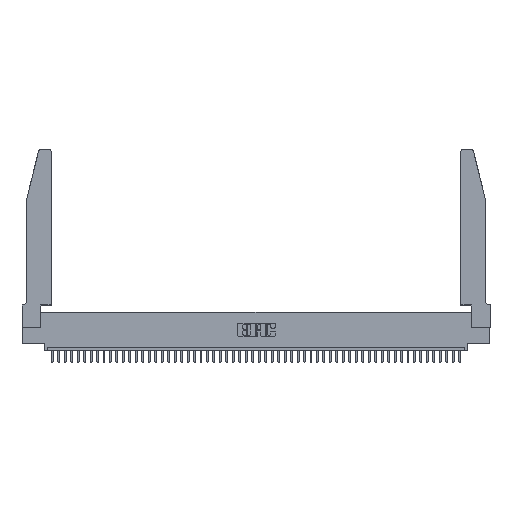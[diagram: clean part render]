
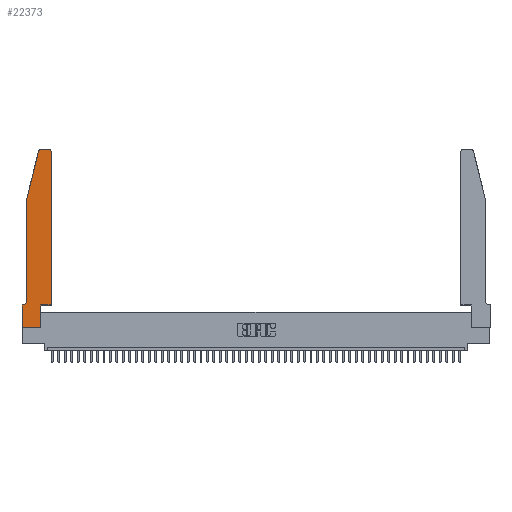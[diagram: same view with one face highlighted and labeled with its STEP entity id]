
A CAD part, top view. The second image highlights one B-rep face of the part: STEP entity #22373.
In plain terms, the highlighted planar face has unit normal (0, 0, 1).
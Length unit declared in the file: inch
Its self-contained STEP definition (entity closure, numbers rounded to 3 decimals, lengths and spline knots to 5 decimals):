
#1577 = CARTESIAN_POINT ( 'NONE',  ( 0.4505, 2.72, 0.37 ) ) ;
#3604 = DIRECTION ( 'NONE',  ( 0., -1., 0. ) ) ;
#3973 = VECTOR ( 'NONE', #3604, 39.37008 ) ;
#4302 = VERTEX_POINT ( 'NONE', #35013 ) ;
#4778 = VECTOR ( 'NONE', #21980, 39.37008 ) ;
#5277 = ORIENTED_EDGE ( 'NONE', *, *, #43728, .T. ) ;
#5671 = DIRECTION ( 'NONE',  ( 0., 0., 1. ) ) ;
#6141 = ORIENTED_EDGE ( 'NONE', *, *, #38529, .T. ) ;
#6390 = CARTESIAN_POINT ( 'NONE',  ( 0.2605, 2.75, 0.37 ) ) ;
#6465 = CARTESIAN_POINT ( 'NONE',  ( 0., 0.35, 0.37 ) ) ;
#6541 = LINE ( 'NONE', #46615, #15114 ) ;
#7077 = DIRECTION ( 'NONE',  ( 1., 0., 0. ) ) ;
#7965 = AXIS2_PLACEMENT_3D ( 'NONE', #6465, #49208, #10907 ) ;
#9404 = VERTEX_POINT ( 'NONE', #23951 ) ;
#9924 = CARTESIAN_POINT ( 'NONE',  ( 0.25487, 2.72718, 0.37 ) ) ;
#10017 = ORIENTED_EDGE ( 'NONE', *, *, #27972, .T. ) ;
#10656 = EDGE_CURVE ( 'NONE', #33835, #9404, #46458, .T. ) ;
#10826 = CIRCLE ( 'NONE', #40428, 0.03 ) ;
#10907 = DIRECTION ( 'NONE',  ( 1., 0., 0. ) ) ;
#12177 = CARTESIAN_POINT ( 'NONE',  ( 0., 0., 0.37 ) ) ;
#12188 = VERTEX_POINT ( 'NONE', #12177 ) ;
#12942 = CARTESIAN_POINT ( 'NONE',  ( 0.4205, 2.75, 0.37 ) ) ;
#13051 = VERTEX_POINT ( 'NONE', #41147 ) ;
#13494 = DIRECTION ( 'NONE',  ( 1., 0., 0. ) ) ;
#14125 = PLANE ( 'NONE',  #7965 ) ;
#15114 = VECTOR ( 'NONE', #31145, 39.37008 ) ;
#15405 = VERTEX_POINT ( 'NONE', #30629 ) ;
#15672 = EDGE_CURVE ( 'NONE', #30788, #33835, #28237, .T. ) ;
#16125 = CARTESIAN_POINT ( 'NONE',  ( 0., 0., 0.37 ) ) ;
#16274 = ORIENTED_EDGE ( 'NONE', *, *, #21571, .T. ) ;
#16447 = AXIS2_PLACEMENT_3D ( 'NONE', #47055, #29656, #39485 ) ;
#17190 = VERTEX_POINT ( 'NONE', #36312 ) ;
#17217 = ORIENTED_EDGE ( 'NONE', *, *, #10656, .T. ) ;
#17221 = ORIENTED_EDGE ( 'NONE', *, *, #15672, .T. ) ;
#18803 = CARTESIAN_POINT ( 'NONE',  ( 0.4505, 0.35, 0.37 ) ) ;
#18831 = EDGE_CURVE ( 'NONE', #12188, #17190, #50062, .T. ) ;
#19416 = EDGE_LOOP ( 'NONE', ( #20462, #16274, #17221, #17217, #29734, #10017, #25772, #41297, #43107, #31281, #5277, #6141 ) ) ;
#20462 = ORIENTED_EDGE ( 'NONE', *, *, #26344, .T. ) ;
#20665 = VERTEX_POINT ( 'NONE', #48013 ) ;
#21571 = EDGE_CURVE ( 'NONE', #20665, #30788, #36982, .T. ) ;
#21980 = DIRECTION ( 'NONE',  ( -1., 0., 0. ) ) ;
#22373 = ADVANCED_FACE ( 'NONE', ( #29479 ), #14125, .T. ) ;
#22702 = EDGE_CURVE ( 'NONE', #23030, #13051, #36084, .T. ) ;
#22804 = DIRECTION ( 'NONE',  ( 0., 0., 1. ) ) ;
#22949 = CARTESIAN_POINT ( 'NONE',  ( 0.0755, 2., 0.37 ) ) ;
#23030 = VERTEX_POINT ( 'NONE', #24244 ) ;
#23324 = CARTESIAN_POINT ( 'NONE',  ( 0.4505, 0.35, 0.37 ) ) ;
#23869 = LINE ( 'NONE', #18803, #47503 ) ;
#23951 = CARTESIAN_POINT ( 'NONE',  ( 0.0755, 0.42, 0.37 ) ) ;
#24244 = CARTESIAN_POINT ( 'NONE',  ( 0.2865, 0.35, 0.37 ) ) ;
#24250 = CIRCLE ( 'NONE', #16447, 0.07 ) ;
#24625 = VECTOR ( 'NONE', #39846, 39.37008 ) ;
#24649 = CARTESIAN_POINT ( 'NONE',  ( 0.0755, 2., 0.37 ) ) ;
#24710 = VERTEX_POINT ( 'NONE', #1577 ) ;
#25772 = ORIENTED_EDGE ( 'NONE', *, *, #33062, .T. ) ;
#26020 = EDGE_CURVE ( 'NONE', #9404, #4302, #24250, .T. ) ;
#26344 = EDGE_CURVE ( 'NONE', #27591, #20665, #33906, .T. ) ;
#26521 = DIRECTION ( 'NONE',  ( 1., 0., 0. ) ) ;
#27096 = VECTOR ( 'NONE', #39216, 39.37008 ) ;
#27591 = VERTEX_POINT ( 'NONE', #12942 ) ;
#27972 = EDGE_CURVE ( 'NONE', #4302, #15405, #6541, .T. ) ;
#28237 = LINE ( 'NONE', #31092, #24625 ) ;
#29479 = FACE_OUTER_BOUND ( 'NONE', #19416, .T. ) ;
#29656 = DIRECTION ( 'NONE',  ( 0., 0., -1. ) ) ;
#29734 = ORIENTED_EDGE ( 'NONE', *, *, #26020, .T. ) ;
#30629 = CARTESIAN_POINT ( 'NONE',  ( 0., 0.35, 0.37 ) ) ;
#30788 = VERTEX_POINT ( 'NONE', #9924 ) ;
#31092 = CARTESIAN_POINT ( 'NONE',  ( 0.0755, 2., 0.37 ) ) ;
#31145 = DIRECTION ( 'NONE',  ( -1., 0., 0. ) ) ;
#31281 = ORIENTED_EDGE ( 'NONE', *, *, #22702, .T. ) ;
#31556 = AXIS2_PLACEMENT_3D ( 'NONE', #48383, #5671, #7077 ) ;
#32947 = VECTOR ( 'NONE', #13494, 39.37008 ) ;
#33062 = EDGE_CURVE ( 'NONE', #15405, #12188, #35065, .T. ) ;
#33835 = VERTEX_POINT ( 'NONE', #24649 ) ;
#33906 = LINE ( 'NONE', #6390, #4778 ) ;
#35013 = CARTESIAN_POINT ( 'NONE',  ( 0.0055, 0.35, 0.37 ) ) ;
#35065 = LINE ( 'NONE', #16125, #45461 ) ;
#35219 = CARTESIAN_POINT ( 'NONE',  ( 0.2865, 0.35, 0.37 ) ) ;
#35489 = DIRECTION ( 'NONE',  ( 0., -1., 0. ) ) ;
#36084 = LINE ( 'NONE', #23324, #27096 ) ;
#36312 = CARTESIAN_POINT ( 'NONE',  ( 0.2865, 0., 0.37 ) ) ;
#36810 = EDGE_CURVE ( 'NONE', #17190, #23030, #43042, .T. ) ;
#36982 = CIRCLE ( 'NONE', #31556, 0.03 ) ;
#38529 = EDGE_CURVE ( 'NONE', #24710, #27591, #10826, .T. ) ;
#38531 = CARTESIAN_POINT ( 'NONE',  ( 0.4205, 2.72, 0.37 ) ) ;
#39216 = DIRECTION ( 'NONE',  ( 1., 0., 0. ) ) ;
#39399 = VECTOR ( 'NONE', #46985, 39.37008 ) ;
#39485 = DIRECTION ( 'NONE',  ( -1., 0., 0. ) ) ;
#39846 = DIRECTION ( 'NONE',  ( -0.239, -0.971, 0. ) ) ;
#40428 = AXIS2_PLACEMENT_3D ( 'NONE', #38531, #22804, #26521 ) ;
#41147 = CARTESIAN_POINT ( 'NONE',  ( 0.4505, 0.35, 0.37 ) ) ;
#41297 = ORIENTED_EDGE ( 'NONE', *, *, #18831, .T. ) ;
#43042 = LINE ( 'NONE', #35219, #39399 ) ;
#43107 = ORIENTED_EDGE ( 'NONE', *, *, #36810, .T. ) ;
#43728 = EDGE_CURVE ( 'NONE', #13051, #24710, #23869, .T. ) ;
#45461 = VECTOR ( 'NONE', #35489, 39.37008 ) ;
#46458 = LINE ( 'NONE', #22949, #3973 ) ;
#46615 = CARTESIAN_POINT ( 'NONE',  ( 0.0755, 0.35, 0.37 ) ) ;
#46985 = DIRECTION ( 'NONE',  ( 0., 1., 0. ) ) ;
#47055 = CARTESIAN_POINT ( 'NONE',  ( 0.0055, 0.42, 0.37 ) ) ;
#47503 = VECTOR ( 'NONE', #49986, 39.37008 ) ;
#48013 = CARTESIAN_POINT ( 'NONE',  ( 0.284, 2.75, 0.37 ) ) ;
#48383 = CARTESIAN_POINT ( 'NONE',  ( 0.284, 2.72, 0.37 ) ) ;
#48750 = CARTESIAN_POINT ( 'NONE',  ( 0., 0., 0.37 ) ) ;
#49208 = DIRECTION ( 'NONE',  ( 0., 0., 1. ) ) ;
#49986 = DIRECTION ( 'NONE',  ( 0., 1., 0. ) ) ;
#50062 = LINE ( 'NONE', #48750, #32947 ) ;
